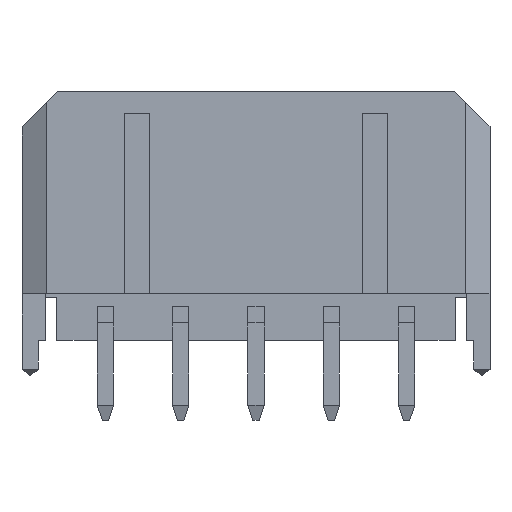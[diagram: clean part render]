
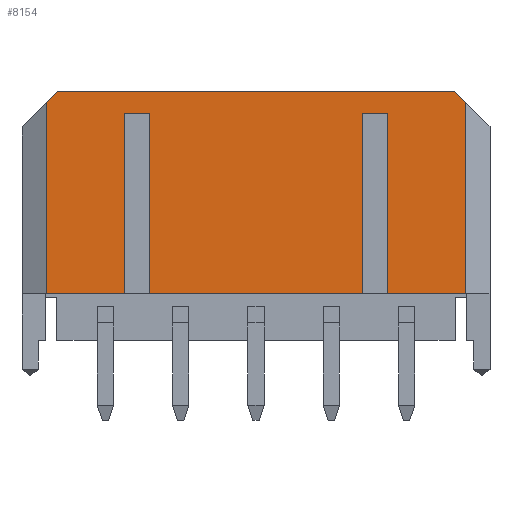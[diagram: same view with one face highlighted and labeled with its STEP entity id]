
A CAD part, front view. The second image highlights one B-rep face of the part: STEP entity #8154.
In plain terms, the highlighted planar face has unit normal (0, -1, 0).
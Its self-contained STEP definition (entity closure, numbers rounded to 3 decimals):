
#2761=DIRECTION('',(0.,0.,1.));
#2762=VECTOR('',#2761,7.2);
#2763=CARTESIAN_POINT('',(4.25,-1.93,-3.1));
#2764=LINE('',#2763,#2762);
#2765=DIRECTION('',(-1.,0.,0.));
#2766=VECTOR('',#2765,8.5);
#2767=CARTESIAN_POINT('',(4.25,-1.93,-3.1));
#2768=LINE('',#2767,#2766);
#2769=DIRECTION('',(0.,0.,1.));
#2770=VECTOR('',#2769,7.2);
#2771=CARTESIAN_POINT('',(-4.25,-1.93,-3.1));
#2772=LINE('',#2771,#2770);
#2773=DIRECTION('',(-1.,0.,0.));
#2774=VECTOR('',#2773,1.);
#2775=CARTESIAN_POINT('',(-4.25,-1.93,4.1));
#2776=LINE('',#2775,#2774);
#2777=DIRECTION('',(0.,0.,1.));
#2778=VECTOR('',#2777,7.2);
#2779=CARTESIAN_POINT('',(-5.25,-1.93,-3.1));
#2780=LINE('',#2779,#2778);
#2781=DIRECTION('',(-1.,0.,0.));
#2782=VECTOR('',#2781,3.11);
#2783=CARTESIAN_POINT('',(-5.25,-1.93,-3.1));
#2784=LINE('',#2783,#2782);
#2785=DIRECTION('',(0.,0.,1.));
#2786=VECTOR('',#2785,7.61);
#2787=CARTESIAN_POINT('',(-8.36,-1.93,-3.1));
#2788=LINE('',#2787,#2786);
#2789=DIRECTION('',(-0.707,0.,-0.707));
#2790=VECTOR('',#2789,0.622);
#2791=CARTESIAN_POINT('',(-7.92,-1.93,4.95));
#2792=LINE('',#2791,#2790);
#2793=DIRECTION('',(1.,0.,0.));
#2794=VECTOR('',#2793,15.84);
#2795=CARTESIAN_POINT('',(-7.92,-1.93,4.95));
#2796=LINE('',#2795,#2794);
#2797=DIRECTION('',(-0.707,0.,0.707));
#2798=VECTOR('',#2797,0.622);
#2799=CARTESIAN_POINT('',(8.36,-1.93,4.51));
#2800=LINE('',#2799,#2798);
#2801=DIRECTION('',(0.,0.,-1.));
#2802=VECTOR('',#2801,7.61);
#2803=CARTESIAN_POINT('',(8.36,-1.93,4.51));
#2804=LINE('',#2803,#2802);
#2805=DIRECTION('',(-1.,0.,0.));
#2806=VECTOR('',#2805,3.11);
#2807=CARTESIAN_POINT('',(8.36,-1.93,-3.1));
#2808=LINE('',#2807,#2806);
#2809=DIRECTION('',(0.,0.,1.));
#2810=VECTOR('',#2809,7.2);
#2811=CARTESIAN_POINT('',(5.25,-1.93,-3.1));
#2812=LINE('',#2811,#2810);
#2813=DIRECTION('',(-1.,0.,0.));
#2814=VECTOR('',#2813,1.);
#2815=CARTESIAN_POINT('',(5.25,-1.93,4.1));
#2816=LINE('',#2815,#2814);
#3329=CARTESIAN_POINT('',(4.25,-1.93,-3.1));
#3330=CARTESIAN_POINT('',(4.25,-1.93,4.1));
#3331=VERTEX_POINT('',#3329);
#3332=VERTEX_POINT('',#3330);
#3333=CARTESIAN_POINT('',(5.25,-1.93,-3.1));
#3334=CARTESIAN_POINT('',(5.25,-1.93,4.1));
#3335=VERTEX_POINT('',#3333);
#3336=VERTEX_POINT('',#3334);
#3397=CARTESIAN_POINT('',(-7.92,-1.93,4.95));
#3398=CARTESIAN_POINT('',(-8.36,-1.93,4.51));
#3399=VERTEX_POINT('',#3397);
#3400=VERTEX_POINT('',#3398);
#3401=CARTESIAN_POINT('',(8.36,-1.93,4.51));
#3402=CARTESIAN_POINT('',(7.92,-1.93,4.95));
#3403=VERTEX_POINT('',#3401);
#3404=VERTEX_POINT('',#3402);
#3497=CARTESIAN_POINT('',(-8.36,-1.93,-3.1));
#3498=VERTEX_POINT('',#3497);
#3499=CARTESIAN_POINT('',(8.36,-1.93,-3.1));
#3500=VERTEX_POINT('',#3499);
#3573=CARTESIAN_POINT('',(-4.25,-1.93,-3.1));
#3574=VERTEX_POINT('',#3573);
#3583=CARTESIAN_POINT('',(-4.25,-1.93,4.1));
#3584=CARTESIAN_POINT('',(-5.25,-1.93,4.1));
#3585=VERTEX_POINT('',#3583);
#3586=VERTEX_POINT('',#3584);
#3587=CARTESIAN_POINT('',(-5.25,-1.93,-3.1));
#3588=VERTEX_POINT('',#3587);
#8123=CARTESIAN_POINT('',(-9.32,-1.93,4.95));
#8124=DIRECTION('',(0.,-1.,0.));
#8125=DIRECTION('',(0.,0.,-1.));
#8126=AXIS2_PLACEMENT_3D('',#8123,#8124,#8125);
#8127=PLANE('',#8126);
#8129=ORIENTED_EDGE('',*,*,#8128,.F.);
#8131=ORIENTED_EDGE('',*,*,#8130,.T.);
#8133=ORIENTED_EDGE('',*,*,#8132,.T.);
#8135=ORIENTED_EDGE('',*,*,#8134,.T.);
#8137=ORIENTED_EDGE('',*,*,#8136,.F.);
#8139=ORIENTED_EDGE('',*,*,#8138,.T.);
#8141=ORIENTED_EDGE('',*,*,#8140,.T.);
#8142=ORIENTED_EDGE('',*,*,#8048,.F.);
#8143=ORIENTED_EDGE('',*,*,#4424,.T.);
#8144=ORIENTED_EDGE('',*,*,#8102,.F.);
#8145=ORIENTED_EDGE('',*,*,#8113,.T.);
#8147=ORIENTED_EDGE('',*,*,#8146,.T.);
#8149=ORIENTED_EDGE('',*,*,#8148,.T.);
#8151=ORIENTED_EDGE('',*,*,#8150,.T.);
#8152=EDGE_LOOP('',(#8129,#8131,#8133,#8135,#8137,#8139,#8141,#8142,#8143,#8144,
#8145,#8147,#8149,#8151));
#8153=FACE_OUTER_BOUND('',#8152,.F.);
#8154=ADVANCED_FACE('',(#8153),#8127,.T.);
#4424=EDGE_CURVE('',#3399,#3404,#2796,.T.);
#8048=EDGE_CURVE('',#3399,#3400,#2792,.T.);
#8102=EDGE_CURVE('',#3403,#3404,#2800,.T.);
#8113=EDGE_CURVE('',#3403,#3500,#2804,.T.);
#8128=EDGE_CURVE('',#3331,#3332,#2764,.T.);
#8130=EDGE_CURVE('',#3331,#3574,#2768,.T.);
#8132=EDGE_CURVE('',#3574,#3585,#2772,.T.);
#8134=EDGE_CURVE('',#3585,#3586,#2776,.T.);
#8136=EDGE_CURVE('',#3588,#3586,#2780,.T.);
#8138=EDGE_CURVE('',#3588,#3498,#2784,.T.);
#8140=EDGE_CURVE('',#3498,#3400,#2788,.T.);
#8146=EDGE_CURVE('',#3500,#3335,#2808,.T.);
#8148=EDGE_CURVE('',#3335,#3336,#2812,.T.);
#8150=EDGE_CURVE('',#3336,#3332,#2816,.T.);
